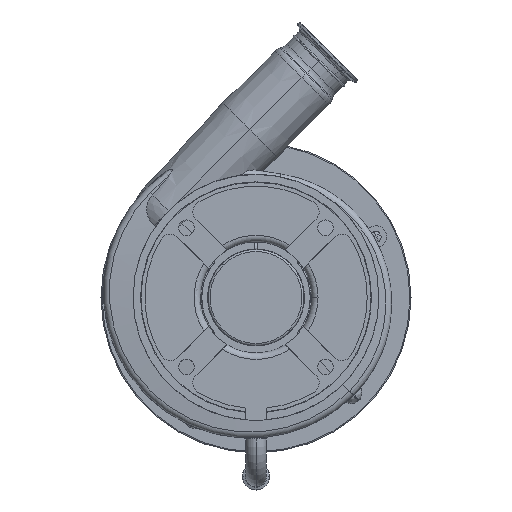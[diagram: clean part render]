
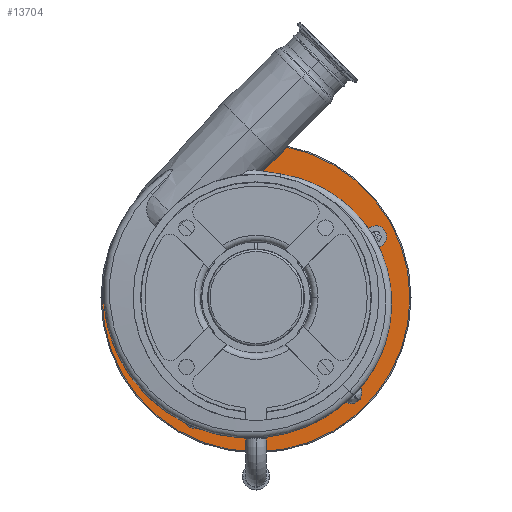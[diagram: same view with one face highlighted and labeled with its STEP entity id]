
A CAD part, top view. The second image highlights one B-rep face of the part: STEP entity #13704.
In plain terms, the highlighted planar face has unit normal (0, 0, 1).
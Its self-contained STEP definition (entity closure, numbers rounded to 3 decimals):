
#53 = EDGE_CURVE ( 'NONE', #1355, #9921, #17072, .T. ) ;
#54 = FACE_BOUND ( 'NONE', #656, .T. ) ;
#129 = DIRECTION ( 'NONE',  ( 0., 0., 1. ) ) ;
#206 = CARTESIAN_POINT ( 'NONE',  ( -12.64, 117.378, -61. ) ) ;
#274 = DIRECTION ( 'NONE',  ( 0., 0., -1. ) ) ;
#435 = AXIS2_PLACEMENT_3D ( 'NONE', #14572, #129, #2500 ) ;
#542 = VERTEX_POINT ( 'NONE', #6846 ) ;
#656 = EDGE_LOOP ( 'NONE', ( #13479, #10329 ) ) ;
#762 = DIRECTION ( 'NONE',  ( -1., 0., 0. ) ) ;
#883 = DIRECTION ( 'NONE',  ( 0., 0., -1. ) ) ;
#948 = DIRECTION ( 'NONE',  ( 0., 0., -1. ) ) ;
#1052 = CARTESIAN_POINT ( 'NONE',  ( -19.711, 124.449, -61. ) ) ;
#1224 = DIRECTION ( 'NONE',  ( -1., 0., 0. ) ) ;
#1314 = AXIS2_PLACEMENT_3D ( 'NONE', #11982, #14695, #12069 ) ;
#1326 = VERTEX_POINT ( 'NONE', #4648 ) ;
#1332 = CARTESIAN_POINT ( 'NONE',  ( 112.267, 57.203, -61. ) ) ;
#1355 = VERTEX_POINT ( 'NONE', #11354 ) ;
#1385 = CARTESIAN_POINT ( 'NONE',  ( -50.132, -119.338, -61. ) ) ;
#1444 = FACE_BOUND ( 'NONE', #2451, .T. ) ;
#1503 = CARTESIAN_POINT ( 'NONE',  ( 105.196, 64.274, -61. ) ) ;
#1534 = ORIENTED_EDGE ( 'NONE', *, *, #16984, .T. ) ;
#1563 = VERTEX_POINT ( 'NONE', #1385 ) ;
#1698 = FACE_BOUND ( 'NONE', #12122, .T. ) ;
#1774 = CARTESIAN_POINT ( 'NONE',  ( 0., 0., -61. ) ) ;
#1878 = CIRCLE ( 'NONE', #13139, 10. ) ;
#2333 = EDGE_CURVE ( 'NONE', #1326, #542, #7026, .T. ) ;
#2424 = CARTESIAN_POINT ( 'NONE',  ( 89.095, -89.095, -61. ) ) ;
#2451 = EDGE_LOOP ( 'NONE', ( #1534, #2986 ) ) ;
#2500 = DIRECTION ( 'NONE',  ( 1., 0., 0. ) ) ;
#2624 = VERTEX_POINT ( 'NONE', #11378 ) ;
#2729 = CARTESIAN_POINT ( 'NONE',  ( 112.267, 57.203, -61. ) ) ;
#2986 = ORIENTED_EDGE ( 'NONE', *, *, #11167, .T. ) ;
#3090 = CARTESIAN_POINT ( 'NONE',  ( 144., 0., -61. ) ) ;
#3093 = ORIENTED_EDGE ( 'NONE', *, *, #2333, .T. ) ;
#3292 = EDGE_CURVE ( 'NONE', #4516, #14216, #16311, .T. ) ;
#3376 = ORIENTED_EDGE ( 'NONE', *, *, #10316, .T. ) ;
#3380 = DIRECTION ( 'NONE',  ( -1., 0., 0. ) ) ;
#3546 = AXIS2_PLACEMENT_3D ( 'NONE', #14423, #948, #3593 ) ;
#3593 = DIRECTION ( 'NONE',  ( -1., 0., 0. ) ) ;
#3662 = VERTEX_POINT ( 'NONE', #13272 ) ;
#3988 = ORIENTED_EDGE ( 'NONE', *, *, #7114, .T. ) ;
#4094 = AXIS2_PLACEMENT_3D ( 'NONE', #4794, #8952, #9125 ) ;
#4346 = VERTEX_POINT ( 'NONE', #14825 ) ;
#4348 = CIRCLE ( 'NONE', #435, 144. ) ;
#4516 = VERTEX_POINT ( 'NONE', #5916 ) ;
#4648 = CARTESIAN_POINT ( 'NONE',  ( 82.024, -82.024, -61. ) ) ;
#4667 = ORIENTED_EDGE ( 'NONE', *, *, #10847, .T. ) ;
#4794 = CARTESIAN_POINT ( 'NONE',  ( -57.203, -112.267, -61. ) ) ;
#5216 = AXIS2_PLACEMENT_3D ( 'NONE', #16839, #14823, #7953 ) ;
#5240 = CARTESIAN_POINT ( 'NONE',  ( -131.52, 26.782, -61. ) ) ;
#5271 = DIRECTION ( 'NONE',  ( -1., 0., 0. ) ) ;
#5413 = DIRECTION ( 'NONE',  ( -1., 0., 0. ) ) ;
#5567 = DIRECTION ( 'NONE',  ( 0., 0., -1. ) ) ;
#5682 = FACE_BOUND ( 'NONE', #11574, .T. ) ;
#5916 = CARTESIAN_POINT ( 'NONE',  ( -26.782, 131.52, -61. ) ) ;
#6359 = AXIS2_PLACEMENT_3D ( 'NONE', #14987, #9053, #12370 ) ;
#6367 = EDGE_CURVE ( 'NONE', #15838, #2624, #8295, .T. ) ;
#6423 = DIRECTION ( 'NONE',  ( 0., 0., -1. ) ) ;
#6443 = CARTESIAN_POINT ( 'NONE',  ( 0., 0., -61. ) ) ;
#6514 = EDGE_CURVE ( 'NONE', #4346, #12234, #13935, .T. ) ;
#6755 = EDGE_LOOP ( 'NONE', ( #8986, #3093 ) ) ;
#6846 = CARTESIAN_POINT ( 'NONE',  ( 96.167, -96.167, -61. ) ) ;
#7026 = CIRCLE ( 'NONE', #8434, 10. ) ;
#7114 = EDGE_CURVE ( 'NONE', #2624, #15838, #10298, .T. ) ;
#7387 = EDGE_CURVE ( 'NONE', #14216, #4516, #13951, .T. ) ;
#7399 = DIRECTION ( 'NONE',  ( -1., 0., 0. ) ) ;
#7495 = CARTESIAN_POINT ( 'NONE',  ( -124.449, 19.711, -61. ) ) ;
#7865 = DIRECTION ( 'NONE',  ( 1., 0., 0. ) ) ;
#7953 = DIRECTION ( 'NONE',  ( -1., 0., 0. ) ) ;
#8154 = PLANE ( 'NONE',  #12506 ) ;
#8295 = CIRCLE ( 'NONE', #8579, 10. ) ;
#8434 = AXIS2_PLACEMENT_3D ( 'NONE', #15464, #12813, #762 ) ;
#8579 = AXIS2_PLACEMENT_3D ( 'NONE', #7495, #883, #7399 ) ;
#8605 = EDGE_CURVE ( 'NONE', #12234, #4346, #13939, .T. ) ;
#8813 = ORIENTED_EDGE ( 'NONE', *, *, #6514, .F. ) ;
#8933 = EDGE_LOOP ( 'NONE', ( #8813, #14097 ) ) ;
#8952 = DIRECTION ( 'NONE',  ( 0., 0., -1. ) ) ;
#8986 = ORIENTED_EDGE ( 'NONE', *, *, #13796, .T. ) ;
#9053 = DIRECTION ( 'NONE',  ( 0., 0., -1. ) ) ;
#9125 = DIRECTION ( 'NONE',  ( -1., 0., 0. ) ) ;
#9921 = VERTEX_POINT ( 'NONE', #1503 ) ;
#9998 = VERTEX_POINT ( 'NONE', #3090 ) ;
#10000 = AXIS2_PLACEMENT_3D ( 'NONE', #6443, #10836, #16022 ) ;
#10298 = CIRCLE ( 'NONE', #5216, 10. ) ;
#10316 = EDGE_CURVE ( 'NONE', #9998, #11625, #15659, .T. ) ;
#10329 = ORIENTED_EDGE ( 'NONE', *, *, #3292, .T. ) ;
#10370 = DIRECTION ( 'NONE',  ( 0., 0., -1. ) ) ;
#10466 = ORIENTED_EDGE ( 'NONE', *, *, #6367, .T. ) ;
#10756 = DIRECTION ( 'NONE',  ( -1., 0., 0. ) ) ;
#10836 = DIRECTION ( 'NONE',  ( 0., 0., 1. ) ) ;
#10847 = EDGE_CURVE ( 'NONE', #9921, #1355, #1878, .T. ) ;
#11056 = FACE_OUTER_BOUND ( 'NONE', #11602, .T. ) ;
#11167 = EDGE_CURVE ( 'NONE', #3662, #1563, #12037, .T. ) ;
#11354 = CARTESIAN_POINT ( 'NONE',  ( 119.338, 50.132, -61. ) ) ;
#11378 = CARTESIAN_POINT ( 'NONE',  ( -117.378, 12.64, -61. ) ) ;
#11550 = AXIS2_PLACEMENT_3D ( 'NONE', #1052, #6423, #5271 ) ;
#11574 = EDGE_LOOP ( 'NONE', ( #3988, #10466 ) ) ;
#11602 = EDGE_LOOP ( 'NONE', ( #3376, #16421 ) ) ;
#11625 = VERTEX_POINT ( 'NONE', #11726 ) ;
#11726 = CARTESIAN_POINT ( 'NONE',  ( -144., 0., -61. ) ) ;
#11982 = CARTESIAN_POINT ( 'NONE',  ( 0., 0., -61. ) ) ;
#12037 = CIRCLE ( 'NONE', #3546, 10. ) ;
#12069 = DIRECTION ( 'NONE',  ( 1., 0., 0. ) ) ;
#12122 = EDGE_LOOP ( 'NONE', ( #14428, #4667 ) ) ;
#12234 = VERTEX_POINT ( 'NONE', #15763 ) ;
#12296 = CARTESIAN_POINT ( 'NONE',  ( 0., 115., -61. ) ) ;
#12370 = DIRECTION ( 'NONE',  ( -1., 0., 0. ) ) ;
#12383 = FACE_BOUND ( 'NONE', #6755, .T. ) ;
#12487 = CIRCLE ( 'NONE', #4094, 10. ) ;
#12506 = AXIS2_PLACEMENT_3D ( 'NONE', #12296, #16404, #5413 ) ;
#12813 = DIRECTION ( 'NONE',  ( 0., 0., -1. ) ) ;
#13139 = AXIS2_PLACEMENT_3D ( 'NONE', #2729, #274, #1224 ) ;
#13272 = CARTESIAN_POINT ( 'NONE',  ( -64.274, -105.196, -61. ) ) ;
#13366 = AXIS2_PLACEMENT_3D ( 'NONE', #1774, #15255, #7865 ) ;
#13479 = ORIENTED_EDGE ( 'NONE', *, *, #7387, .T. ) ;
#13616 = AXIS2_PLACEMENT_3D ( 'NONE', #2424, #10370, #3380 ) ;
#13704 = ADVANCED_FACE ( 'NONE', ( #1444, #1698, #54, #12383, #5682, #13854, #11056 ), #8154, .F. ) ;
#13796 = EDGE_CURVE ( 'NONE', #542, #1326, #14750, .T. ) ;
#13854 = FACE_BOUND ( 'NONE', #8933, .T. ) ;
#13935 = CIRCLE ( 'NONE', #10000, 115. ) ;
#13939 = CIRCLE ( 'NONE', #13366, 115. ) ;
#13951 = CIRCLE ( 'NONE', #6359, 10. ) ;
#14097 = ORIENTED_EDGE ( 'NONE', *, *, #8605, .F. ) ;
#14216 = VERTEX_POINT ( 'NONE', #206 ) ;
#14423 = CARTESIAN_POINT ( 'NONE',  ( -57.203, -112.267, -61. ) ) ;
#14428 = ORIENTED_EDGE ( 'NONE', *, *, #53, .T. ) ;
#14572 = CARTESIAN_POINT ( 'NONE',  ( 0., 0., -61. ) ) ;
#14695 = DIRECTION ( 'NONE',  ( 0., 0., 1. ) ) ;
#14750 = CIRCLE ( 'NONE', #13616, 10. ) ;
#14752 = EDGE_CURVE ( 'NONE', #11625, #9998, #4348, .T. ) ;
#14823 = DIRECTION ( 'NONE',  ( 0., 0., -1. ) ) ;
#14825 = CARTESIAN_POINT ( 'NONE',  ( 115., 0., -61. ) ) ;
#14987 = CARTESIAN_POINT ( 'NONE',  ( -19.711, 124.449, -61. ) ) ;
#15255 = DIRECTION ( 'NONE',  ( 0., 0., 1. ) ) ;
#15464 = CARTESIAN_POINT ( 'NONE',  ( 89.095, -89.095, -61. ) ) ;
#15659 = CIRCLE ( 'NONE', #1314, 144. ) ;
#15763 = CARTESIAN_POINT ( 'NONE',  ( -115., 0., -61. ) ) ;
#15838 = VERTEX_POINT ( 'NONE', #5240 ) ;
#16022 = DIRECTION ( 'NONE',  ( 1., 0., 0. ) ) ;
#16311 = CIRCLE ( 'NONE', #11550, 10. ) ;
#16404 = DIRECTION ( 'NONE',  ( 0., 0., -1. ) ) ;
#16421 = ORIENTED_EDGE ( 'NONE', *, *, #14752, .T. ) ;
#16839 = CARTESIAN_POINT ( 'NONE',  ( -124.449, 19.711, -61. ) ) ;
#16984 = EDGE_CURVE ( 'NONE', #1563, #3662, #12487, .T. ) ;
#17072 = CIRCLE ( 'NONE', #17359, 10. ) ;
#17359 = AXIS2_PLACEMENT_3D ( 'NONE', #1332, #5567, #10756 ) ;
